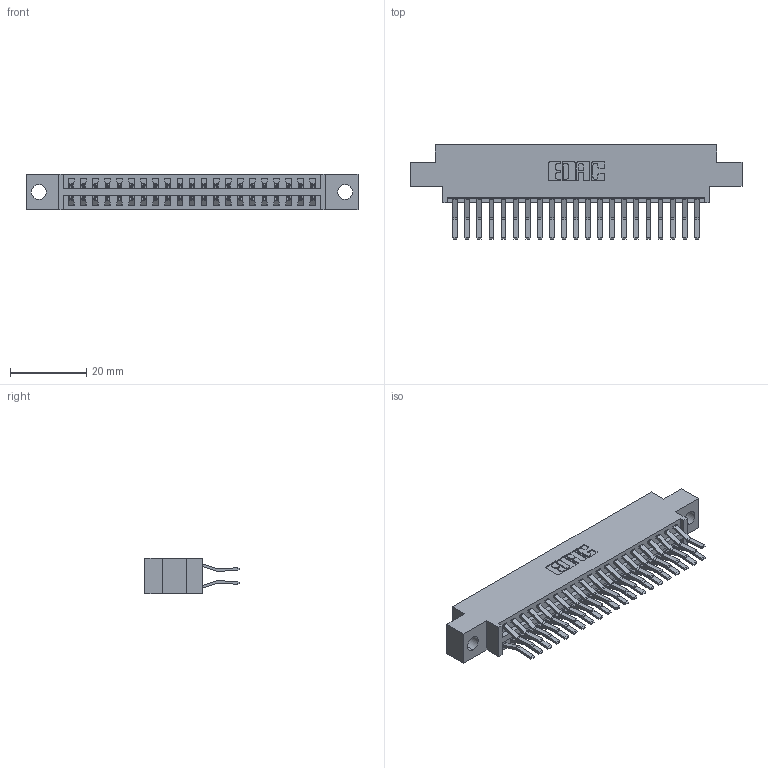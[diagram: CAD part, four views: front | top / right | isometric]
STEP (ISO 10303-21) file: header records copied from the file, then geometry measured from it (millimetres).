
FILE_DESCRIPTION (( 'STEP AP203' ), '1' );
FILE_NAME ('346-042-560-804.STEP', '2018-08-24T23:34:28', ( '' ), ( '' ), 'SwSTEP 2.0', 'SolidWorks 2016', '' );
FILE_SCHEMA (( 'CONFIG_CONTROL_DESIGN' ));
Length unit declared in the file: inch
Products named in the file (3): 345-292-001_560 Tail; 346-042-560-804; 346 Part_0.170 Offset - 0.156 Dia-TH
Assembly tree (43 placements, depth 2):
  346-042-560-804
    346 Part_0.170 Offset - 0.156 Dia-TH
    345-292-001_560 Tail  x42
Bounding box: 87.25 x 24.78 x 9.4 mm (x, y, z)
Volume: 8377.6 mm3; surface area: 11912.9 mm2
Topology: 43 solids, 43 shells, 2394 faces, 7103 edges, 4678 vertices
Faces by surface type: plane 1550, cylinder 844
Entity records: 16755 total; most frequent: CARTESIAN_POINT 2792, ORIENTED_EDGE 2726, DIRECTION 2515, EDGE_CURVE 1363, VECTOR 1143, LINE 1143, VERTEX_POINT 906, AXIS2_PLACEMENT_3D 686
